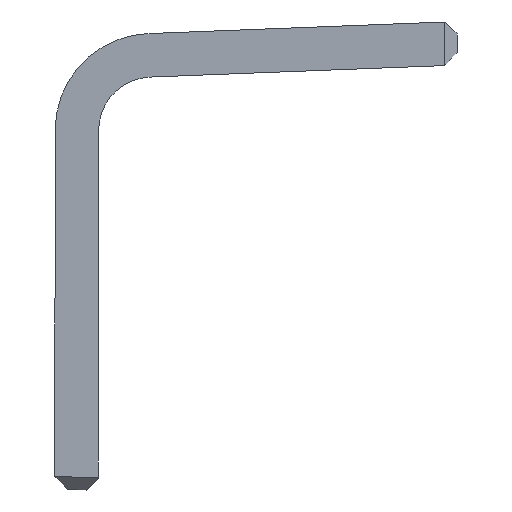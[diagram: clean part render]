
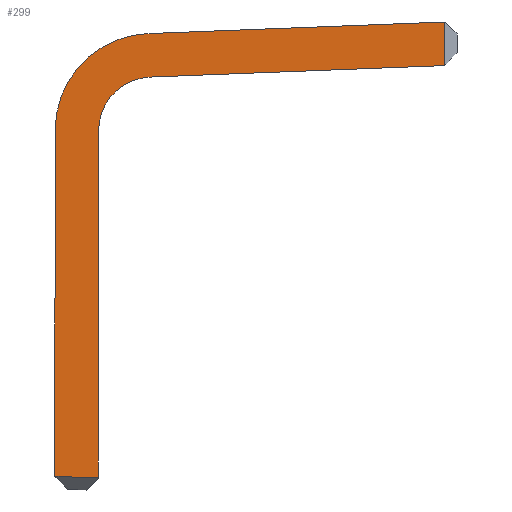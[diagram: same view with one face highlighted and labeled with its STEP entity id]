
A CAD part, left-side view. The second image highlights one B-rep face of the part: STEP entity #299.
In plain terms, the highlighted planar face has unit normal (-1, 0, 0).
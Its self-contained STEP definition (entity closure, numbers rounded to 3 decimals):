
#12=CIRCLE('',#322,1.557);
#15=CIRCLE('',#328,0.858);
#94=ORIENTED_EDGE('',*,*,#141,.F.);
#95=ORIENTED_EDGE('',*,*,#140,.T.);
#96=ORIENTED_EDGE('',*,*,#139,.T.);
#97=ORIENTED_EDGE('',*,*,#124,.T.);
#98=ORIENTED_EDGE('',*,*,#114,.T.);
#99=ORIENTED_EDGE('',*,*,#113,.F.);
#100=ORIENTED_EDGE('',*,*,#119,.F.);
#101=ORIENTED_EDGE('',*,*,#134,.F.);
#113=EDGE_CURVE('',#149,#148,#177,.T.);
#114=EDGE_CURVE('',#150,#148,#178,.T.);
#119=EDGE_CURVE('',#153,#149,#181,.T.);
#124=EDGE_CURVE('',#158,#150,#12,.T.);
#134=EDGE_CURVE('',#164,#153,#15,.T.);
#139=EDGE_CURVE('',#160,#158,#195,.T.);
#140=EDGE_CURVE('',#165,#160,#196,.T.);
#141=EDGE_CURVE('',#165,#164,#197,.T.);
#148=VERTEX_POINT('',#431);
#149=VERTEX_POINT('',#435);
#150=VERTEX_POINT('',#441);
#153=VERTEX_POINT('',#455);
#158=VERTEX_POINT('',#468);
#160=VERTEX_POINT('',#477);
#164=VERTEX_POINT('',#492);
#165=VERTEX_POINT('',#496);
#177=LINE('',#438,#209);
#178=LINE('',#440,#210);
#181=LINE('',#456,#213);
#195=LINE('',#502,#227);
#196=LINE('',#504,#228);
#197=LINE('',#506,#229);
#209=VECTOR('',#358,1000.);
#210=VECTOR('',#361,1000.);
#213=VECTOR('',#366,1000.);
#227=VECTOR('',#404,1000.);
#228=VECTOR('',#407,1000.);
#229=VECTOR('',#410,1000.);
#247=EDGE_LOOP('',(#94,#95,#96,#97,#98,#99,#100,#101));
#265=FACE_BOUND('',#247,.T.);
#281=PLANE('',#334);
#299=ADVANCED_FACE('',(#265),#281,.T.);
#322=AXIS2_PLACEMENT_3D('',#467,#375,#376);
#328=AXIS2_PLACEMENT_3D('',#493,#392,#393);
#334=AXIS2_PLACEMENT_3D('',#507,#411,#412);
#358=DIRECTION('',(0.,0.999,0.039));
#361=DIRECTION('',(0.,0.,-1.));
#366=DIRECTION('',(0.,0.,-1.));
#375=DIRECTION('',(-1.,0.,0.));
#376=DIRECTION('',(0.,-1.,0.));
#392=DIRECTION('',(-1.,0.,0.));
#393=DIRECTION('',(0.,-1.,0.));
#404=DIRECTION('',(0.,0.999,-0.039));
#407=DIRECTION('',(0.,0.,1.));
#410=DIRECTION('',(0.,0.999,-0.039));
#411=DIRECTION('',(-1.,0.,0.));
#412=DIRECTION('',(0.,0.999,0.039));
#431=CARTESIAN_POINT('',(-4.167,5.453,-15.346));
#435=CARTESIAN_POINT('',(-4.167,4.753,-15.374));
#438=CARTESIAN_POINT('',(-4.168,4.745,-15.374));
#440=CARTESIAN_POINT('',(-4.168,5.452,-12.675));
#441=CARTESIAN_POINT('',(-4.168,5.451,-9.776));
#455=CARTESIAN_POINT('',(-4.168,4.752,-9.803));
#456=CARTESIAN_POINT('',(-4.168,4.752,-9.803));
#467=CARTESIAN_POINT('',(-4.168,3.894,-9.789));
#468=CARTESIAN_POINT('',(-4.168,3.941,-8.232));
#477=CARTESIAN_POINT('',(-4.167,-0.807,-8.047));
#492=CARTESIAN_POINT('',(-4.168,3.941,-8.932));
#493=CARTESIAN_POINT('',(-4.168,3.894,-9.789));
#496=CARTESIAN_POINT('',(-4.167,-0.807,-8.747));
#502=CARTESIAN_POINT('',(-4.168,5.273,-8.284));
#504=CARTESIAN_POINT('',(-4.168,-0.807,-12.675));
#506=CARTESIAN_POINT('',(-4.168,-1.007,-8.739));
#507=CARTESIAN_POINT('',(-4.168,5.102,-12.675));
